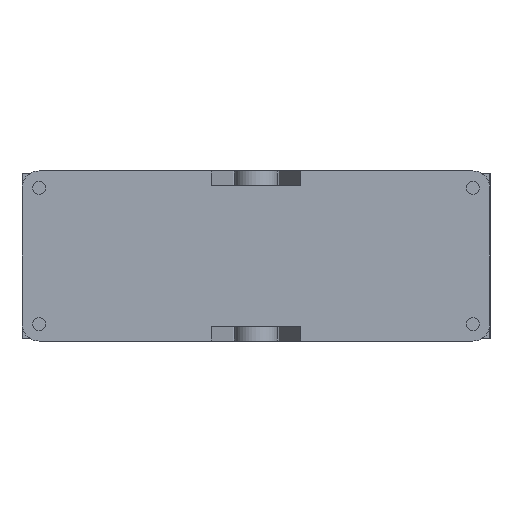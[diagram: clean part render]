
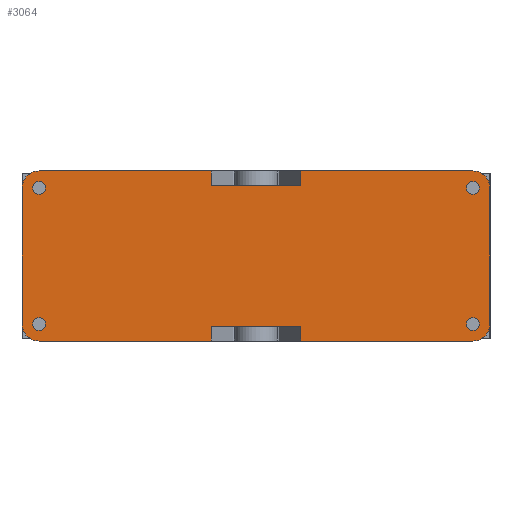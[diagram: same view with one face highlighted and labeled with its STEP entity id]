
A CAD part, front view. The second image highlights one B-rep face of the part: STEP entity #3064.
In plain terms, the highlighted planar face has unit normal (0, -1, 0).
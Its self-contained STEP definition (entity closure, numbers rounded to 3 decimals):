
#943=CARTESIAN_POINT('',(99.,0.,32.));
#944=VERTEX_POINT('',#943);
#945=CARTESIAN_POINT('',(102.0,0.0,32.));
#946=DIRECTION('',(0.0,1.0,0.0));
#947=DIRECTION('',(1.0,0.0,0.0));
#948=AXIS2_PLACEMENT_3D('',#945,#946,#947);
#949=CIRCLE('',#948,3.);
#950=EDGE_CURVE('',#944,#944,#949,.T.);
#1053=CARTESIAN_POINT('',(-105.0,0.,-32.0));
#1054=VERTEX_POINT('',#1053);
#1055=CARTESIAN_POINT('',(-102.0,0.,-32.0));
#1056=DIRECTION('',(0.0,1.0,0.0));
#1057=DIRECTION('',(1.0,0.0,0.0));
#1058=AXIS2_PLACEMENT_3D('',#1055,#1056,#1057);
#1059=CIRCLE('',#1058,3.);
#1060=EDGE_CURVE('',#1054,#1054,#1059,.T.);
#1163=CARTESIAN_POINT('',(-105.0,0.,32.));
#1164=VERTEX_POINT('',#1163);
#1165=CARTESIAN_POINT('',(-102.0,0.,32.));
#1166=DIRECTION('',(0.0,1.0,0.0));
#1167=DIRECTION('',(1.0,0.0,0.0));
#1168=AXIS2_PLACEMENT_3D('',#1165,#1166,#1167);
#1169=CIRCLE('',#1168,3.);
#1170=EDGE_CURVE('',#1164,#1164,#1169,.T.);
#1273=CARTESIAN_POINT('',(99.,0.,-32.0));
#1274=VERTEX_POINT('',#1273);
#1275=CARTESIAN_POINT('',(102.0,0.0,-32.0));
#1276=DIRECTION('',(0.0,1.0,0.0));
#1277=DIRECTION('',(1.0,0.0,0.0));
#1278=AXIS2_PLACEMENT_3D('',#1275,#1276,#1277);
#1279=CIRCLE('',#1278,3.);
#1280=EDGE_CURVE('',#1274,#1274,#1279,.T.);
#1293=CARTESIAN_POINT('',(102.0,0.,40.0));
#1294=VERTEX_POINT('',#1293);
#1295=CARTESIAN_POINT('',(110.0,0.,32.0));
#1296=VERTEX_POINT('',#1295);
#1297=CARTESIAN_POINT('',(102.0,0.0,32.0));
#1298=DIRECTION('',(0.0,1.0,0.0));
#1299=DIRECTION('',(0.707,0.0,0.707));
#1300=AXIS2_PLACEMENT_3D('',#1297,#1298,#1299);
#1301=CIRCLE('',#1300,8.);
#1302=EDGE_CURVE('',#1294,#1296,#1301,.T.);
#1428=CARTESIAN_POINT('',(-102.,0.,40.0));
#1429=VERTEX_POINT('',#1428);
#1436=CARTESIAN_POINT('',(-21.,0.0,40.0));
#1437=VERTEX_POINT('',#1436);
#1438=CARTESIAN_POINT('',(-21.,0.0,40.0));
#1439=DIRECTION('',(-1.0,0.0,0.0));
#1440=VECTOR('',#1439,81.0);
#1441=LINE('',#1438,#1440);
#1442=EDGE_CURVE('',#1437,#1429,#1441,.T.);
#1495=CARTESIAN_POINT('',(21.,0.0,40.0));
#1496=VERTEX_POINT('',#1495);
#1503=CARTESIAN_POINT('',(102.0,0.,40.0));
#1504=DIRECTION('',(-1.0,0.0,0.0));
#1505=VECTOR('',#1504,81.);
#1506=LINE('',#1503,#1505);
#1507=EDGE_CURVE('',#1294,#1496,#1506,.T.);
#1671=CARTESIAN_POINT('',(-102.,0.,-40.0));
#1672=VERTEX_POINT('',#1671);
#1673=CARTESIAN_POINT('',(-110.0,0.0,-32.0));
#1674=VERTEX_POINT('',#1673);
#1675=CARTESIAN_POINT('',(-102.,0.,-32.0));
#1676=DIRECTION('',(0.,1.,0.));
#1677=DIRECTION('',(-0.707,0.,-0.707));
#1678=AXIS2_PLACEMENT_3D('',#1675,#1676,#1677);
#1679=CIRCLE('',#1678,8.);
#1680=EDGE_CURVE('',#1672,#1674,#1679,.T.);
#1704=CARTESIAN_POINT('',(-110.0,0.0,32.0));
#1705=VERTEX_POINT('',#1704);
#1706=CARTESIAN_POINT('',(-110.0,0.0,32.0));
#1707=DIRECTION('',(0.0,0.0,-1.0));
#1708=VECTOR('',#1707,64.0);
#1709=LINE('',#1706,#1708);
#1710=EDGE_CURVE('',#1705,#1674,#1709,.T.);
#1729=CARTESIAN_POINT('',(-102.,0.,32.0));
#1730=DIRECTION('',(0.,1.,0.));
#1731=DIRECTION('',(-0.707,0.,0.707));
#1732=AXIS2_PLACEMENT_3D('',#1729,#1730,#1731);
#1733=CIRCLE('',#1732,8.);
#1734=EDGE_CURVE('',#1705,#1429,#1733,.T.);
#1746=CARTESIAN_POINT('',(110.0,0.,-32.0));
#1747=VERTEX_POINT('',#1746);
#1754=CARTESIAN_POINT('',(102.0,0.,-40.0));
#1755=VERTEX_POINT('',#1754);
#1756=CARTESIAN_POINT('',(102.0,0.0,-32.0));
#1757=DIRECTION('',(0.0,1.0,0.0));
#1758=DIRECTION('',(0.707,0.0,-0.707));
#1759=AXIS2_PLACEMENT_3D('',#1756,#1757,#1758);
#1760=CIRCLE('',#1759,8.);
#1761=EDGE_CURVE('',#1747,#1755,#1760,.T.);
#1855=CARTESIAN_POINT('',(21.,0.0,-40.0));
#1856=VERTEX_POINT('',#1855);
#1857=CARTESIAN_POINT('',(21.,0.0,-40.0));
#1858=DIRECTION('',(1.0,0.0,0.0));
#1859=VECTOR('',#1858,81.);
#1860=LINE('',#1857,#1859);
#1861=EDGE_CURVE('',#1856,#1755,#1860,.T.);
#1914=CARTESIAN_POINT('',(-21.,0.0,-40.0));
#1915=VERTEX_POINT('',#1914);
#1922=CARTESIAN_POINT('',(-102.,0.,-40.0));
#1923=DIRECTION('',(1.0,0.0,0.0));
#1924=VECTOR('',#1923,81.0);
#1925=LINE('',#1922,#1924);
#1926=EDGE_CURVE('',#1672,#1915,#1925,.T.);
#2201=CARTESIAN_POINT('',(21.,0.0,33.0));
#2202=VERTEX_POINT('',#2201);
#2209=CARTESIAN_POINT('',(21.,0.0,40.0));
#2210=DIRECTION('',(0.0,0.0,-1.0));
#2211=VECTOR('',#2210,7.0);
#2212=LINE('',#2209,#2211);
#2213=EDGE_CURVE('',#1496,#2202,#2212,.T.);
#2225=CARTESIAN_POINT('',(-21.,0.0,33.0));
#2226=VERTEX_POINT('',#2225);
#2235=CARTESIAN_POINT('',(-21.,0.0,33.0));
#2236=DIRECTION('',(0.0,0.0,1.0));
#2237=VECTOR('',#2236,7.0);
#2238=LINE('',#2235,#2237);
#2239=EDGE_CURVE('',#2226,#1437,#2238,.T.);
#2251=CARTESIAN_POINT('',(21.,0.0,33.0));
#2252=DIRECTION('',(-1.0,0.0,0.0));
#2253=VECTOR('',#2252,42.);
#2254=LINE('',#2251,#2253);
#2255=EDGE_CURVE('',#2202,#2226,#2254,.T.);
#2440=CARTESIAN_POINT('',(21.,0.0,-33.0));
#2441=VERTEX_POINT('',#2440);
#2450=CARTESIAN_POINT('',(21.,0.0,-33.0));
#2451=DIRECTION('',(0.0,0.0,-1.0));
#2452=VECTOR('',#2451,7.0);
#2453=LINE('',#2450,#2452);
#2454=EDGE_CURVE('',#2441,#1856,#2453,.T.);
#2464=CARTESIAN_POINT('',(-21.,0.0,-33.0));
#2465=VERTEX_POINT('',#2464);
#2472=CARTESIAN_POINT('',(-21.,0.0,-40.0));
#2473=DIRECTION('',(0.0,0.0,1.0));
#2474=VECTOR('',#2473,7.0);
#2475=LINE('',#2472,#2474);
#2476=EDGE_CURVE('',#1915,#2465,#2475,.T.);
#2494=CARTESIAN_POINT('',(-21.,0.0,-33.0));
#2495=DIRECTION('',(1.0,0.0,0.0));
#2496=VECTOR('',#2495,42.);
#2497=LINE('',#2494,#2496);
#2498=EDGE_CURVE('',#2465,#2441,#2497,.T.);
#3018=CARTESIAN_POINT('',(110.0,0.,-32.0));
#3019=DIRECTION('',(0.0,0.0,1.0));
#3020=VECTOR('',#3019,64.0);
#3021=LINE('',#3018,#3020);
#3022=EDGE_CURVE('',#1747,#1296,#3021,.T.);
#3029=CARTESIAN_POINT('',(110.0,0.,0.0));
#3030=DIRECTION('',(0.0,-1.0,0.0));
#3031=DIRECTION('',(0.0,0.0,-1.0));
#3032=AXIS2_PLACEMENT_3D('',#3029,#3030,#3031);
#3033=PLANE('',#3032);
#3034=ORIENTED_EDGE('',*,*,#1302,.F.);
#3035=ORIENTED_EDGE('',*,*,#1507,.T.);
#3036=ORIENTED_EDGE('',*,*,#2213,.T.);
#3037=ORIENTED_EDGE('',*,*,#2255,.T.);
#3038=ORIENTED_EDGE('',*,*,#2239,.T.);
#3039=ORIENTED_EDGE('',*,*,#1442,.T.);
#3040=ORIENTED_EDGE('',*,*,#1734,.F.);
#3041=ORIENTED_EDGE('',*,*,#1710,.T.);
#3042=ORIENTED_EDGE('',*,*,#1680,.F.);
#3043=ORIENTED_EDGE('',*,*,#1926,.T.);
#3044=ORIENTED_EDGE('',*,*,#2476,.T.);
#3045=ORIENTED_EDGE('',*,*,#2498,.T.);
#3046=ORIENTED_EDGE('',*,*,#2454,.T.);
#3047=ORIENTED_EDGE('',*,*,#1861,.T.);
#3048=ORIENTED_EDGE('',*,*,#1761,.F.);
#3049=ORIENTED_EDGE('',*,*,#3022,.T.);
#3050=EDGE_LOOP('',(#3034,#3035,#3036,#3037,#3038,#3039,#3040,#3041,#3042,#3043,#3044,#3045,#3046,#3047,#3048,#3049));
#3051=FACE_OUTER_BOUND('',#3050,.T.);
#3052=ORIENTED_EDGE('',*,*,#950,.T.);
#3053=EDGE_LOOP('',(#3052));
#3054=FACE_BOUND('',#3053,.T.);
#3055=ORIENTED_EDGE('',*,*,#1060,.T.);
#3056=EDGE_LOOP('',(#3055));
#3057=FACE_BOUND('',#3056,.T.);
#3058=ORIENTED_EDGE('',*,*,#1170,.T.);
#3059=EDGE_LOOP('',(#3058));
#3060=FACE_BOUND('',#3059,.T.);
#3061=ORIENTED_EDGE('',*,*,#1280,.T.);
#3062=EDGE_LOOP('',(#3061));
#3063=FACE_BOUND('',#3062,.T.);
#3064=ADVANCED_FACE('',(#3051,#3054,#3057,#3060,#3063),#3033,.T.);
